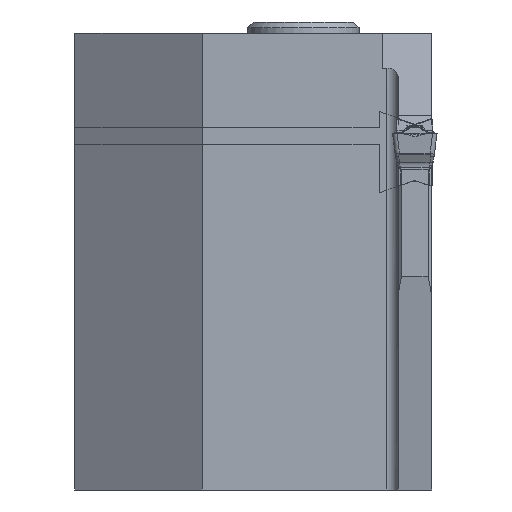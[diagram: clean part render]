
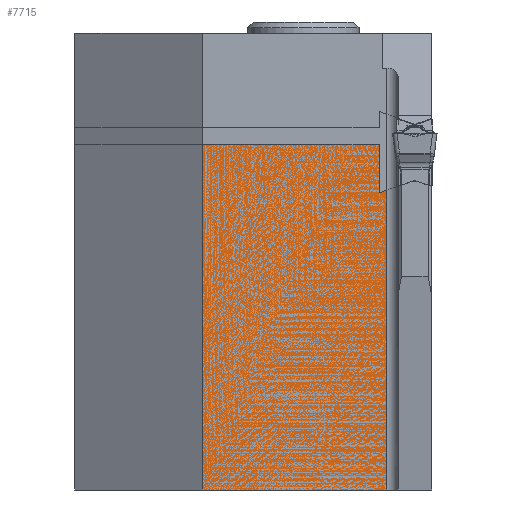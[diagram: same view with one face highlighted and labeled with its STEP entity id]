
A CAD part, left-side view. The second image highlights one B-rep face of the part: STEP entity #7715.
In plain terms, the highlighted planar face has unit normal (-1, 0, 0).
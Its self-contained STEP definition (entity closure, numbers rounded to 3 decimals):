
#5825=FACE_OUTER_BOUND('',#8685,.T.);
#6506=LINE('',#19982,#7008);
#6560=LINE('',#20107,#7062);
#6562=LINE('',#20112,#7064);
#6582=LINE('',#20167,#7084);
#6590=LINE('',#20193,#7092);
#6593=LINE('',#20198,#7095);
#7008=VECTOR('',#17256,1.);
#7062=VECTOR('',#17358,1.);
#7064=VECTOR('',#17364,1.);
#7084=VECTOR('',#17416,1.);
#7092=VECTOR('',#17444,1.);
#7095=VECTOR('',#17451,1.);
#7544=PLANE('',#16181);
#7715=ADVANCED_FACE('',(#5825),#7544,.F.);
#8685=EDGE_LOOP('',(#9576,#9577,#9578,#9579,#9580,#9581));
#9576=ORIENTED_EDGE('',*,*,#13931,.F.);
#9577=ORIENTED_EDGE('',*,*,#14039,.F.);
#9578=ORIENTED_EDGE('',*,*,#13995,.F.);
#9579=ORIENTED_EDGE('',*,*,#13992,.T.);
#9580=ORIENTED_EDGE('',*,*,#14023,.T.);
#9581=ORIENTED_EDGE('',*,*,#14036,.T.);
#12889=VERTEX_POINT('',#19981);
#12890=VERTEX_POINT('',#19983);
#12936=VERTEX_POINT('',#20106);
#12937=VERTEX_POINT('',#20108);
#12938=VERTEX_POINT('',#20113);
#12956=VERTEX_POINT('',#20166);
#13931=EDGE_CURVE('',#12889,#12890,#6506,.T.);
#13992=EDGE_CURVE('',#12937,#12936,#6560,.T.);
#13995=EDGE_CURVE('',#12937,#12938,#6562,.T.);
#14023=EDGE_CURVE('',#12936,#12956,#6582,.T.);
#14036=EDGE_CURVE('',#12956,#12890,#6590,.T.);
#14039=EDGE_CURVE('',#12938,#12889,#6593,.T.);
#16181=AXIS2_PLACEMENT_3D('',#20199,#17452,#17453);
#17256=DIRECTION('',(0.,-1.,0.));
#17358=DIRECTION('',(0.,0.,1.));
#17364=DIRECTION('',(0.,1.,0.));
#17416=DIRECTION('',(0.,0.946,-0.326));
#17444=DIRECTION('',(0.,0.,1.));
#17451=DIRECTION('',(0.,0.,1.));
#17452=DIRECTION('',(1.,0.,0.));
#17453=DIRECTION('',(0.,1.,0.));
#19981=CARTESIAN_POINT('',(14.,19.075,-1.));
#19982=CARTESIAN_POINT('',(14.,1.5,-1.));
#19983=CARTESIAN_POINT('',(14.,3.2,-1.));
#20106=CARTESIAN_POINT('',(14.,2.5,-5.089));
#20107=CARTESIAN_POINT('',(14.,2.5,9.));
#20108=CARTESIAN_POINT('',(14.,2.5,-32.));
#20112=CARTESIAN_POINT('',(14.,1.5,-32.));
#20113=CARTESIAN_POINT('',(14.,19.075,-32.));
#20166=CARTESIAN_POINT('',(14.,3.2,-5.33));
#20167=CARTESIAN_POINT('',(14.,9.89,-7.633));
#20193=CARTESIAN_POINT('',(14.,3.2,-32.));
#20198=CARTESIAN_POINT('',(14.,19.075,-32.));
#20199=CARTESIAN_POINT('',(14.,1.5,-32.));
